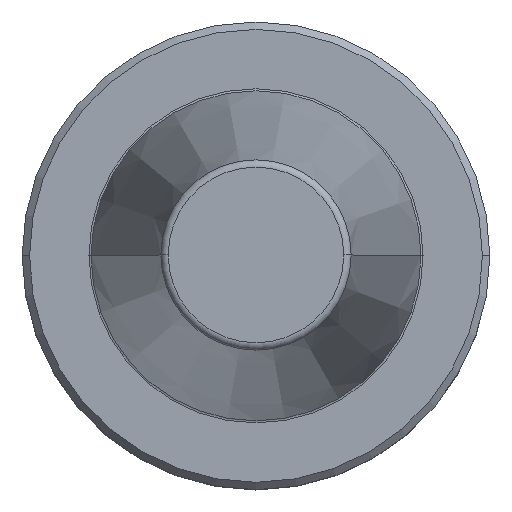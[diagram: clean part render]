
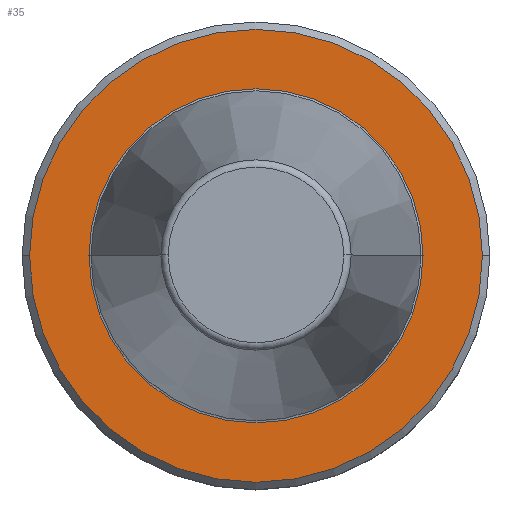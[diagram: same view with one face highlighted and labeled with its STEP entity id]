
A CAD part, top view. The second image highlights one B-rep face of the part: STEP entity #35.
In plain terms, the highlighted planar face has unit normal (0, 0, 1).
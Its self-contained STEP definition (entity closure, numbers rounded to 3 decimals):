
#35 = ADVANCED_FACE ( 'NONE', ( #259, #679 ), #653, .F. ) ;
#36 = AXIS2_PLACEMENT_3D ( 'NONE', #500, #180, #975 ) ;
#59 = EDGE_LOOP ( 'NONE', ( #1044, #708 ) ) ;
#81 = DIRECTION ( 'NONE',  ( 0., 0., 1. ) ) ;
#83 = DIRECTION ( 'NONE',  ( 1., 0., 0. ) ) ;
#89 = EDGE_CURVE ( 'NONE', #593, #115, #846, .T. ) ;
#115 = VERTEX_POINT ( 'NONE', #884 ) ;
#117 = CARTESIAN_POINT ( 'NONE',  ( 0., 0., -67.4 ) ) ;
#180 = DIRECTION ( 'NONE',  ( 0., 0., -1. ) ) ;
#198 = EDGE_CURVE ( 'NONE', #279, #329, #608, .T. ) ;
#199 = DIRECTION ( 'NONE',  ( 1., 0., 0. ) ) ;
#201 = EDGE_CURVE ( 'NONE', #115, #593, #984, .T. ) ;
#249 = CARTESIAN_POINT ( 'NONE',  ( 0., 0., -67.4 ) ) ;
#259 = FACE_BOUND ( 'NONE', #643, .T. ) ;
#279 = VERTEX_POINT ( 'NONE', #992 ) ;
#319 = DIRECTION ( 'NONE',  ( 0., 0., 1. ) ) ;
#329 = VERTEX_POINT ( 'NONE', #873 ) ;
#370 = AXIS2_PLACEMENT_3D ( 'NONE', #249, #81, #83 ) ;
#383 = DIRECTION ( 'NONE',  ( 0., 0., 1. ) ) ;
#386 = AXIS2_PLACEMENT_3D ( 'NONE', #117, #319, #199 ) ;
#500 = CARTESIAN_POINT ( 'NONE',  ( 0., 0., -67.4 ) ) ;
#506 = DIRECTION ( 'NONE',  ( 1., 0., 0. ) ) ;
#514 = DIRECTION ( 'NONE',  ( 0., 0., 1. ) ) ;
#593 = VERTEX_POINT ( 'NONE', #935 ) ;
#608 = CIRCLE ( 'NONE', #914, 22.5 ) ;
#609 = EDGE_CURVE ( 'NONE', #329, #279, #875, .T. ) ;
#618 = ORIENTED_EDGE ( 'NONE', *, *, #609, .F. ) ;
#643 = EDGE_LOOP ( 'NONE', ( #1017, #618 ) ) ;
#648 = DIRECTION ( 'NONE',  ( 1., 0., 0. ) ) ;
#653 = PLANE ( 'NONE',  #36 ) ;
#679 = FACE_OUTER_BOUND ( 'NONE', #59, .T. ) ;
#681 = CARTESIAN_POINT ( 'NONE',  ( 0., 0., -67.4 ) ) ;
#708 = ORIENTED_EDGE ( 'NONE', *, *, #201, .T. ) ;
#772 = CARTESIAN_POINT ( 'NONE',  ( 0., 0., -67.4 ) ) ;
#846 = CIRCLE ( 'NONE', #370, 30.5 ) ;
#873 = CARTESIAN_POINT ( 'NONE',  ( -22.5, 0., -67.4 ) ) ;
#875 = CIRCLE ( 'NONE', #386, 22.5 ) ;
#884 = CARTESIAN_POINT ( 'NONE',  ( 30.5, 0., -67.4 ) ) ;
#914 = AXIS2_PLACEMENT_3D ( 'NONE', #681, #514, #506 ) ;
#935 = CARTESIAN_POINT ( 'NONE',  ( -30.5, 0., -67.4 ) ) ;
#964 = AXIS2_PLACEMENT_3D ( 'NONE', #772, #383, #648 ) ;
#975 = DIRECTION ( 'NONE',  ( -1., 0., 0. ) ) ;
#984 = CIRCLE ( 'NONE', #964, 30.5 ) ;
#992 = CARTESIAN_POINT ( 'NONE',  ( 22.5, 0., -67.4 ) ) ;
#1017 = ORIENTED_EDGE ( 'NONE', *, *, #198, .F. ) ;
#1044 = ORIENTED_EDGE ( 'NONE', *, *, #89, .T. ) ;
